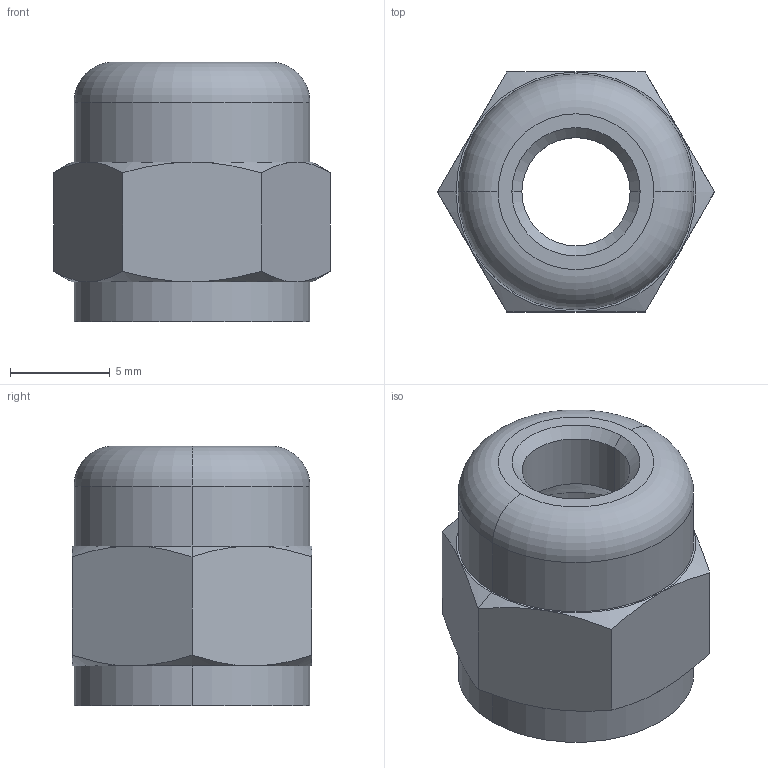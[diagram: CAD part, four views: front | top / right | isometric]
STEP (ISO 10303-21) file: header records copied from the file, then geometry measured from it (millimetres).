
FILE_DESCRIPTION (( 'STEP AP214' ), '1' );
FILE_NAME ('諉芛蹟譫CN-6.STEP', '2023-09-18T00:29:00', ( 'Windows User' ), ( 'P R C' ), 'SwSTEP 2.0', 'SolidWorks 2014', '' );
FILE_SCHEMA (( 'AUTOMOTIVE_DESIGN' ));
Length unit declared in the file: millimetre
Products named in the file (1): 諉芛蹟譫CN-6
Bounding box: 13.86 x 12 x 13 mm (x, y, z)
Volume: 818.8 mm3; surface area: 951.5 mm2
Topology: 1 solids, 1 shells, 40 faces, 84 edges, 48 vertices
Faces by surface type: cone 20, plane 10, cylinder 8, torus 2
Entity records: 1186 total; most frequent: CARTESIAN_POINT 293, DIRECTION 180, ORIENTED_EDGE 168, EDGE_CURVE 84, AXIS2_PLACEMENT_3D 79, VERTEX_POINT 48, EDGE_LOOP 44, FACE_OUTER_BOUND 40
